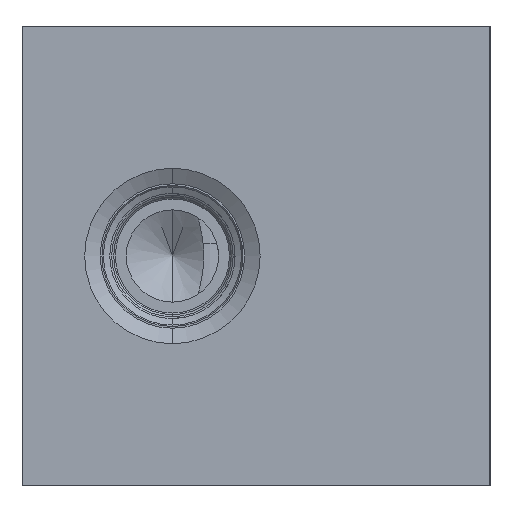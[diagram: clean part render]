
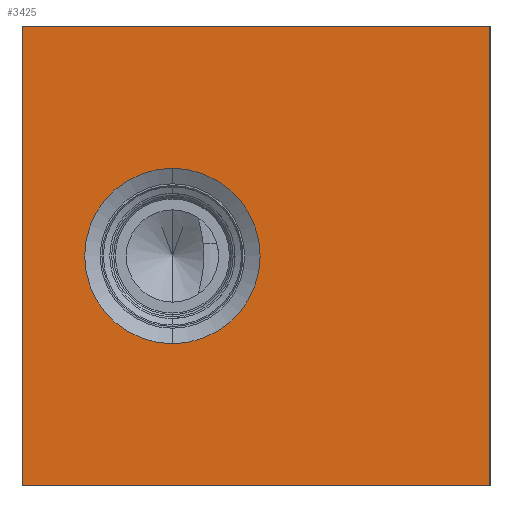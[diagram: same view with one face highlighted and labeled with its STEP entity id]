
A CAD part, left-side view. The second image highlights one B-rep face of the part: STEP entity #3425.
In plain terms, the highlighted planar face has unit normal (-1, 0, 0).
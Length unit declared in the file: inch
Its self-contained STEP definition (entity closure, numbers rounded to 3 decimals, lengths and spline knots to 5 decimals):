
#1=DIRECTION('',(0.,-1.,0.));
#2=VECTOR('',#1,3.5);
#3=CARTESIAN_POINT('',(0.,0.,0.));
#4=LINE('',#3,#2);
#117=DIRECTION('',(0.,0.,1.));
#118=VECTOR('',#117,3.438);
#119=CARTESIAN_POINT('',(0.,0.,0.));
#120=LINE('',#119,#118);
#121=CARTESIAN_POINT('',(0.,-1.125,1.719));
#122=DIRECTION('',(1.,0.,0.));
#123=DIRECTION('',(0.,0.,-1.));
#124=AXIS2_PLACEMENT_3D('',#121,#122,#123);
#126=CARTESIAN_POINT('',(0.,-1.125,1.719));
#127=DIRECTION('',(1.,0.,0.));
#128=DIRECTION('',(0.,0.,1.));
#129=AXIS2_PLACEMENT_3D('',#126,#127,#128);
#169=DIRECTION('',(0.,0.,1.));
#170=VECTOR('',#169,3.438);
#171=CARTESIAN_POINT('',(0.,-3.5,0.));
#172=LINE('',#171,#170);
#193=DIRECTION('',(0.,-1.,0.));
#194=VECTOR('',#193,3.5);
#195=CARTESIAN_POINT('',(0.,0.,3.438));
#196=LINE('',#195,#194);
#2750=CARTESIAN_POINT('',(0.,0.,0.));
#2751=CARTESIAN_POINT('',(0.,-3.5,0.));
#2752=VERTEX_POINT('',#2750);
#2753=VERTEX_POINT('',#2751);
#2758=CARTESIAN_POINT('',(0.,0.,3.438));
#2759=CARTESIAN_POINT('',(0.,-3.5,3.438));
#2760=VERTEX_POINT('',#2758);
#2761=VERTEX_POINT('',#2759);
#2934=CARTESIAN_POINT('',(0.,-1.125,1.063));
#2935=VERTEX_POINT('',#2934);
#2936=CARTESIAN_POINT('',(0.,-1.125,2.375));
#2937=VERTEX_POINT('',#2936);
#3405=CARTESIAN_POINT('',(0.,0.,0.));
#3406=DIRECTION('',(-1.,0.,0.));
#3407=DIRECTION('',(0.,-1.,0.));
#3408=AXIS2_PLACEMENT_3D('',#3405,#3406,#3407);
#3409=PLANE('',#3408);
#3410=ORIENTED_EDGE('',*,*,#3334,.F.);
#3412=ORIENTED_EDGE('',*,*,#3411,.T.);
#3414=ORIENTED_EDGE('',*,*,#3413,.T.);
#3416=ORIENTED_EDGE('',*,*,#3415,.F.);
#3417=EDGE_LOOP('',(#3410,#3412,#3414,#3416));
#3418=FACE_OUTER_BOUND('',#3417,.F.);
#3420=ORIENTED_EDGE('',*,*,#3419,.F.);
#3422=ORIENTED_EDGE('',*,*,#3421,.F.);
#3423=EDGE_LOOP('',(#3420,#3422));
#3424=FACE_BOUND('',#3423,.F.);
#3425=ADVANCED_FACE('',(#3418,#3424),#3409,.T.);
#125=CIRCLE('',#124,0.656);
#130=CIRCLE('',#129,0.656);
#3334=EDGE_CURVE('',#2752,#2753,#4,.T.);
#3411=EDGE_CURVE('',#2752,#2760,#120,.T.);
#3413=EDGE_CURVE('',#2760,#2761,#196,.T.);
#3415=EDGE_CURVE('',#2753,#2761,#172,.T.);
#3419=EDGE_CURVE('',#2935,#2937,#125,.T.);
#3421=EDGE_CURVE('',#2937,#2935,#130,.T.);
